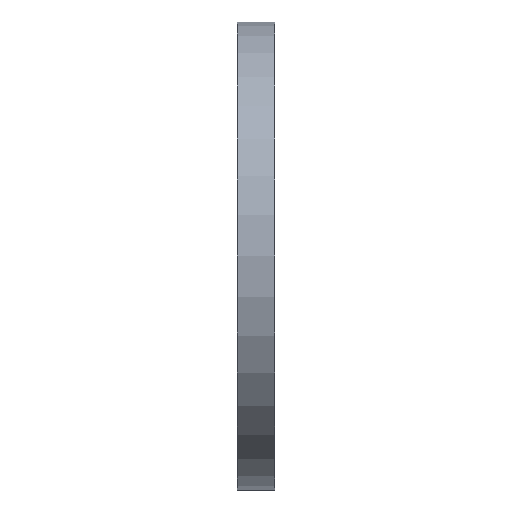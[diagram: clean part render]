
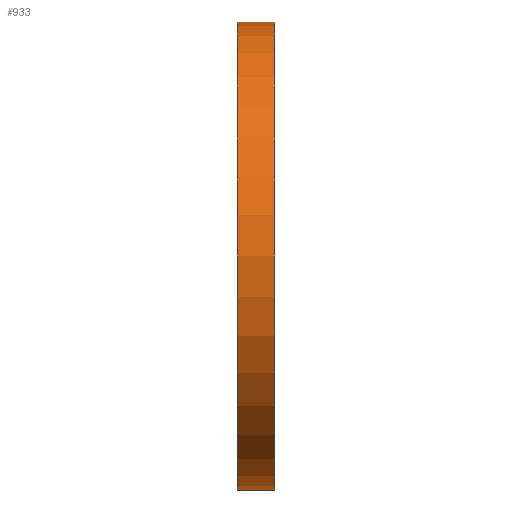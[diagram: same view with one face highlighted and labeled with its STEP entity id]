
A CAD part, front view. The second image highlights one B-rep face of the part: STEP entity #933.
In plain terms, the highlighted cylindrical face has radius 260.35 mm (diameter 520.7 mm), a partial arc.
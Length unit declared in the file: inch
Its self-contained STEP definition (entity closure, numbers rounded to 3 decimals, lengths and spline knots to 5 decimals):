
#8 = CIRCLE ( 'NONE', #623, 10.25 ) ;
#102 = VERTEX_POINT ( 'NONE', #1321 ) ;
#181 = ORIENTED_EDGE ( 'NONE', *, *, #650, .T. ) ;
#191 = CARTESIAN_POINT ( 'NONE',  ( 1.6875, 0., 10.25 ) ) ;
#217 = DIRECTION ( 'NONE',  ( 0., 0., 1. ) ) ;
#227 = LINE ( 'NONE', #957, #1125 ) ;
#232 = CYLINDRICAL_SURFACE ( 'NONE', #987, 10.25 ) ;
#293 = LINE ( 'NONE', #1200, #571 ) ;
#324 = CARTESIAN_POINT ( 'NONE',  ( 0.0625, 0., 0. ) ) ;
#334 = VERTEX_POINT ( 'NONE', #191 ) ;
#349 = ORIENTED_EDGE ( 'NONE', *, *, #1405, .F. ) ;
#444 = ORIENTED_EDGE ( 'NONE', *, *, #657, .F. ) ;
#472 = DIRECTION ( 'NONE',  ( 0., 0., 1. ) ) ;
#518 = VERTEX_POINT ( 'NONE', #1610 ) ;
#559 = DIRECTION ( 'NONE',  ( -1., 0., 0. ) ) ;
#571 = VECTOR ( 'NONE', #559, 39.37008 ) ;
#623 = AXIS2_PLACEMENT_3D ( 'NONE', #324, #1249, #217 ) ;
#628 = FACE_OUTER_BOUND ( 'NONE', #1071, .T. ) ;
#645 = CIRCLE ( 'NONE', #1293, 10.25 ) ;
#650 = EDGE_CURVE ( 'NONE', #518, #334, #645, .T. ) ;
#657 = EDGE_CURVE ( 'NONE', #518, #102, #293, .T. ) ;
#677 = ORIENTED_EDGE ( 'NONE', *, *, #1438, .T. ) ;
#727 = CARTESIAN_POINT ( 'NONE',  ( 0., 0., 0. ) ) ;
#877 = DIRECTION ( 'NONE',  ( 0., 0., 1. ) ) ;
#933 = ADVANCED_FACE ( 'NONE', ( #628 ), #232, .T. ) ;
#957 = CARTESIAN_POINT ( 'NONE',  ( 0., 0., 10.25 ) ) ;
#987 = AXIS2_PLACEMENT_3D ( 'NONE', #727, #1256, #877 ) ;
#1066 = VERTEX_POINT ( 'NONE', #1312 ) ;
#1071 = EDGE_LOOP ( 'NONE', ( #444, #181, #677, #349 ) ) ;
#1098 = DIRECTION ( 'NONE',  ( -1., 0., 0. ) ) ;
#1125 = VECTOR ( 'NONE', #1512, 39.37008 ) ;
#1200 = CARTESIAN_POINT ( 'NONE',  ( 0., 0., -10.25 ) ) ;
#1221 = CARTESIAN_POINT ( 'NONE',  ( 1.6875, 0., 0. ) ) ;
#1249 = DIRECTION ( 'NONE',  ( -1., 0., 0. ) ) ;
#1256 = DIRECTION ( 'NONE',  ( -1., 0., 0. ) ) ;
#1293 = AXIS2_PLACEMENT_3D ( 'NONE', #1221, #1098, #472 ) ;
#1312 = CARTESIAN_POINT ( 'NONE',  ( 0.0625, 0., 10.25 ) ) ;
#1321 = CARTESIAN_POINT ( 'NONE',  ( 0.0625, 0., -10.25 ) ) ;
#1405 = EDGE_CURVE ( 'NONE', #102, #1066, #8, .T. ) ;
#1438 = EDGE_CURVE ( 'NONE', #334, #1066, #227, .T. ) ;
#1512 = DIRECTION ( 'NONE',  ( -1., 0., 0. ) ) ;
#1610 = CARTESIAN_POINT ( 'NONE',  ( 1.6875, 0., -10.25 ) ) ;
